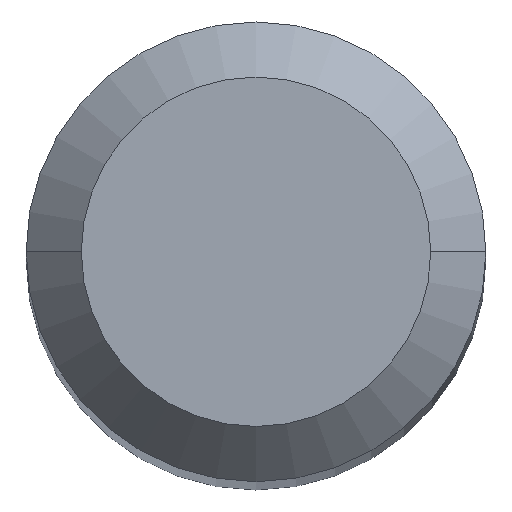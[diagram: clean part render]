
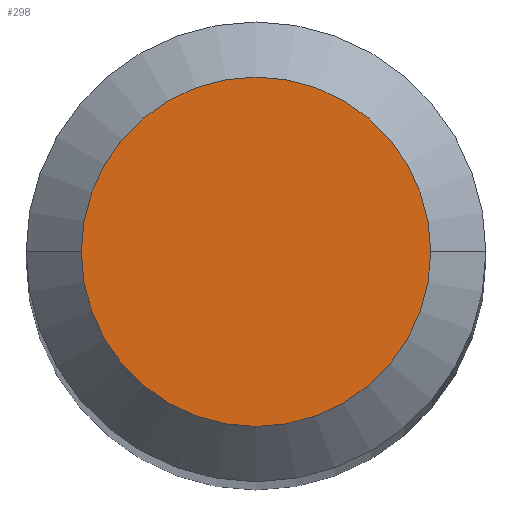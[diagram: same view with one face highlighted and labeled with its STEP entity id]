
A CAD part, top view. The second image highlights one B-rep face of the part: STEP entity #298.
In plain terms, the highlighted planar face has unit normal (0, 0, 1).
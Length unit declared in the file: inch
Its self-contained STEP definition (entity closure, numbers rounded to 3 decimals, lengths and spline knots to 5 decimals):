
#6 = AXIS2_PLACEMENT_3D ( 'NONE', #20, #425, #222 ) ;
#20 = CARTESIAN_POINT ( 'NONE',  ( 0., 0., 0. ) ) ;
#28 = CARTESIAN_POINT ( 'NONE',  ( 0.0475, 0., 0. ) ) ;
#57 = EDGE_LOOP ( 'NONE', ( #459, #336 ) ) ;
#120 = EDGE_CURVE ( 'NONE', #461, #128, #233, .T. ) ;
#128 = VERTEX_POINT ( 'NONE', #391 ) ;
#222 = DIRECTION ( 'NONE',  ( 1., 0., 0. ) ) ;
#233 = CIRCLE ( 'NONE', #240, 0.0475 ) ;
#240 = AXIS2_PLACEMENT_3D ( 'NONE', #343, #263, #429 ) ;
#255 = DIRECTION ( 'NONE',  ( -1., 0., 0. ) ) ;
#263 = DIRECTION ( 'NONE',  ( 0., 0., 1. ) ) ;
#275 = AXIS2_PLACEMENT_3D ( 'NONE', #295, #456, #255 ) ;
#289 = FACE_OUTER_BOUND ( 'NONE', #57, .T. ) ;
#295 = CARTESIAN_POINT ( 'NONE',  ( 0., 0.0475, 0. ) ) ;
#298 = ADVANCED_FACE ( 'NONE', ( #289 ), #369, .F. ) ;
#336 = ORIENTED_EDGE ( 'NONE', *, *, #120, .T. ) ;
#343 = CARTESIAN_POINT ( 'NONE',  ( 0., 0., 0. ) ) ;
#369 = PLANE ( 'NONE',  #275 ) ;
#379 = CIRCLE ( 'NONE', #6, 0.0475 ) ;
#391 = CARTESIAN_POINT ( 'NONE',  ( -0.0475, 0., 0. ) ) ;
#425 = DIRECTION ( 'NONE',  ( 0., 0., 1. ) ) ;
#429 = DIRECTION ( 'NONE',  ( 1., 0., 0. ) ) ;
#456 = DIRECTION ( 'NONE',  ( 0., 0., -1. ) ) ;
#459 = ORIENTED_EDGE ( 'NONE', *, *, #473, .T. ) ;
#461 = VERTEX_POINT ( 'NONE', #28 ) ;
#473 = EDGE_CURVE ( 'NONE', #128, #461, #379, .T. ) ;
